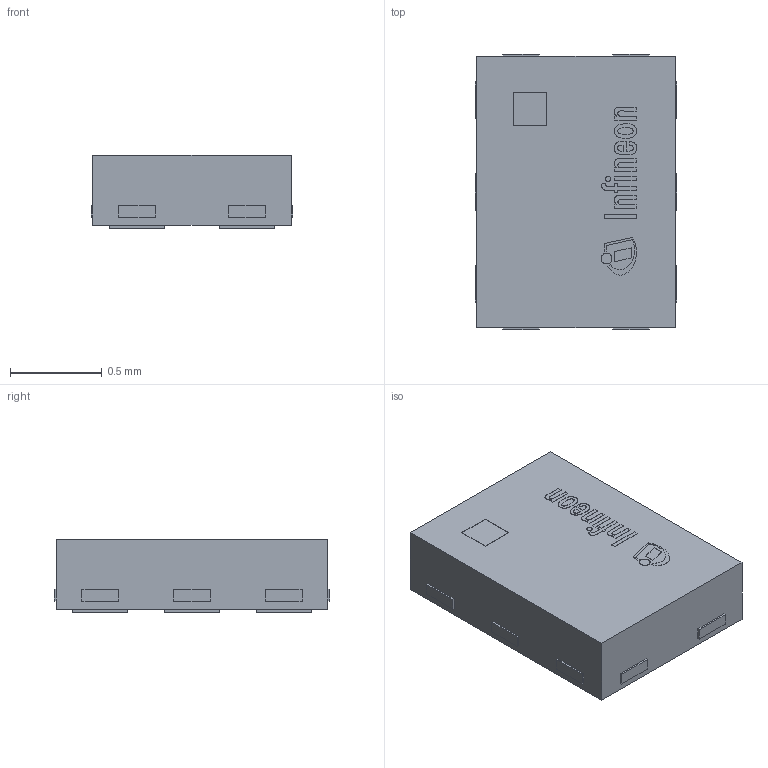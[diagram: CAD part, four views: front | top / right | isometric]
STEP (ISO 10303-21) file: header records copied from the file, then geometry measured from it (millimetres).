
FILE_DESCRIPTION(/* description */ (''),/* implementation_level */ '2;1');
FILE_NAME(/* name */ 'PG-TSNP-6-15_Z8B00204898_V02_3D.stp',/* time_stamp */ '2022-12-21T21:38:54+05:00',/* author */ ('Subramani'),/* organization */ (''),/* preprocessor_version */ 'ST-DEVELOPER v16.13',/* originating_system */ 'AutoCAD Mechanical',/* authorisation */ '');
FILE_SCHEMA (('AUTOMOTIVE_DESIGN { 1 0 10303 214 3 1 1 }'));
Length unit declared in the file: millimetre
Products named in the file (1): Product
Bounding box: 1.1 x 1.5 x 0.4 mm (x, y, z)
Volume: 0.6 mm3; surface area: 6.9 mm2
Topology: 30 solids, 30 shells, 223 faces, 486 edges, 324 vertices
Faces by surface type: plane 202, bspline 18, cylinder 3
Full cylindrical faces by diameter (mm): 0.029 x1, 0.059 x1
Entity records: 6303 total; most frequent: CARTESIAN_POINT 1478, ORIENTED_EDGE 968, DIRECTION 866, EDGE_CURVE 484, LINE 442, VECTOR 442, VERTEX_POINT 324, EDGE_LOOP 230
